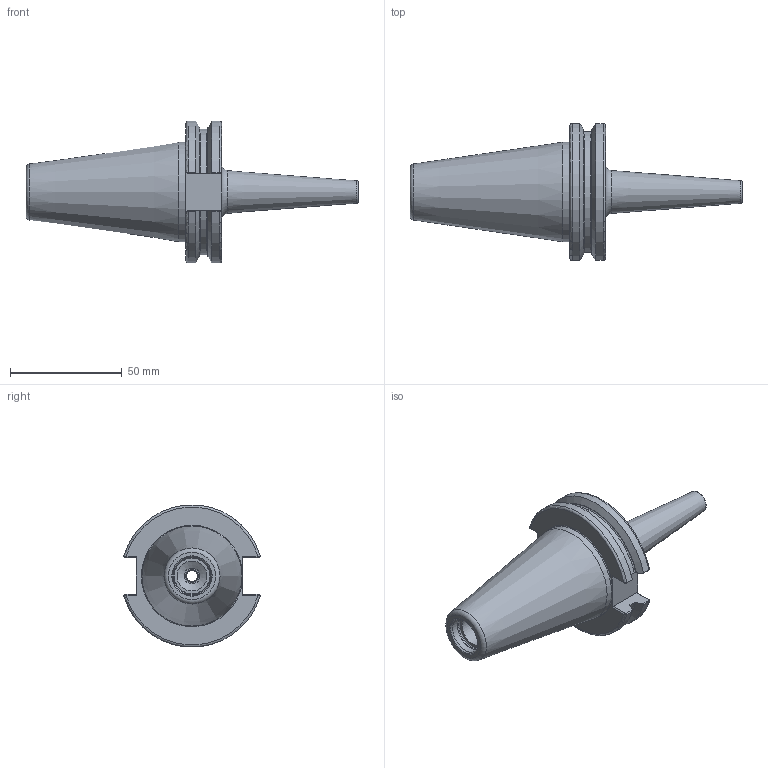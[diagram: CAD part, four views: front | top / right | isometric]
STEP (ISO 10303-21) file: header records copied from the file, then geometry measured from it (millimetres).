
FILE_DESCRIPTION(/* description */ (''),/* implementation_level */ '2;1');
FILE_NAME(/* name */ 'CAT40-SD018-080X v1.step',/* time_stamp */ '2022-08-25T10:06:58-05:00',/* author */ (''),/* organization */ (''),/* preprocessor_version */ 'ST-DEVELOPER v19',/* originating_system */ 'Autodesk Translation Framework v11.7.0.108',/* authorisation */ '');
FILE_SCHEMA (('AUTOMOTIVE_DESIGN { 1 0 10303 214 3 1 1 }'));
Length unit declared in the file: millimetre
Products named in the file (1): CAT40-SD018-080X
Bounding box: 148.25 x 61.14 x 63.31 mm (x, y, z)
Volume: 109847.9 mm3; surface area: 24200.6 mm2
Topology: 1 solids, 1 shells, 95 faces, 255 edges, 161 vertices
Faces by surface type: plane 35, cylinder 17, bspline 16, torus 14, cone 13
Full cylindrical faces by diameter (mm): 1.567 x2, 4.762 x1, 7 x1, 10 x1, 13.386 x1, 16.28 x1, 16.78 x1, 44.45 x1
Entity records: 3703 total; most frequent: CARTESIAN_POINT 1412, ORIENTED_EDGE 506, DIRECTION 432, EDGE_CURVE 253, VERTEX_POINT 161, AXIS2_PLACEMENT_3D 161, LINE 110, VECTOR 110
